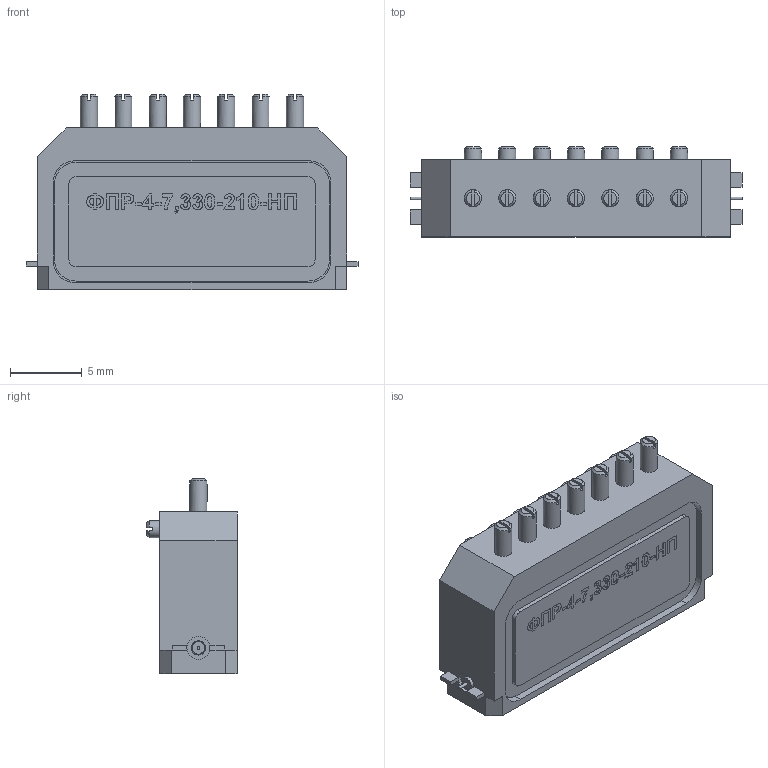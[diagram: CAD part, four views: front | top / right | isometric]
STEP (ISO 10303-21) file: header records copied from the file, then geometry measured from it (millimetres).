
FILE_DESCRIPTION(('STEP AP203'), '1');
FILE_NAME('ÍØÁÀ.468844.090_Ôèëüòð ÔÏÐ-4-7,330-210-ÍÏ', '', ('UNSPECIFIED'), ('UNSPECIFIED'), 'ASCON STEP Converter 1.6', 'ASCON Math Kernel', '');
FILE_SCHEMA(('CONFIG_CONTROL_DESIGN'));
Length unit declared in the file: millimetre
Products named in the file (1): НШБА.468844.090_Фильтр ФПР-4-7,330-210-НП
Bounding box: 23.2 x 6.3 x 13.65 mm (x, y, z)
Volume: 1250.6 mm3; surface area: 1044.4 mm2
Topology: 1 solids, 1 shells, 614 faces, 1625 edges, 1082 vertices
Faces by surface type: plane 404, bspline 128, cylinder 54, cone 28
Full cylindrical faces by diameter (mm): 0.2 x2, 0.86 x2, 1 x2, 1.2 x14, 1.6 x2
Entity records: 37870 total; most frequent: CARTESIAN_POINT 18833, ORIENTED_EDGE 3198, DIRECTION 2314, EDGE_CURVE 1599, VERTEX_POINT 1080, LINE 986, VECTOR 986, EDGE_LOOP 709
